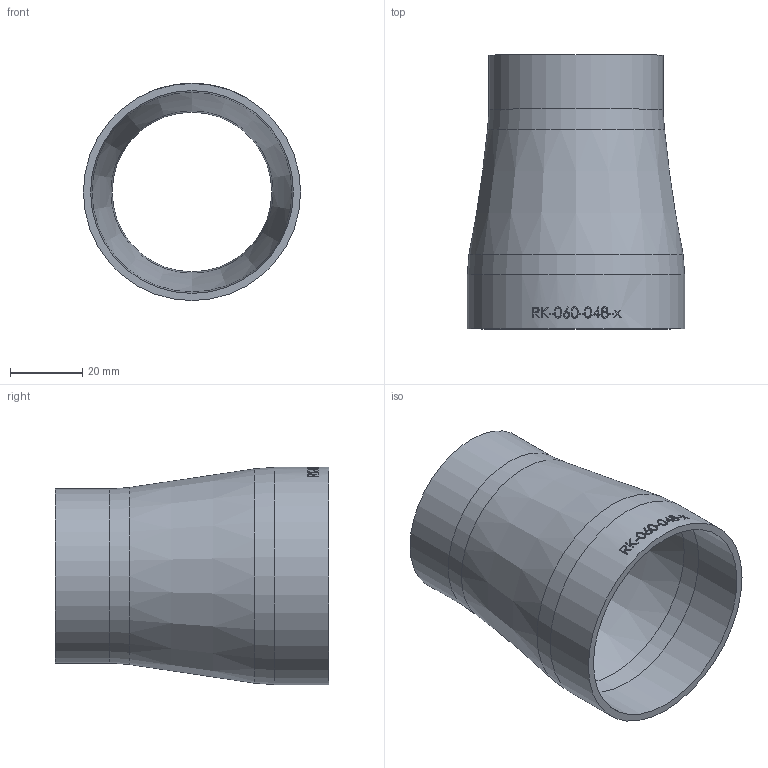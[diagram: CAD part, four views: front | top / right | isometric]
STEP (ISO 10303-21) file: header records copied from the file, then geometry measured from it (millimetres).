
FILE_DESCRIPTION (( 'STEP AP214' ), '1' );
FILE_NAME ('RK-060-048-x Reduzierung 60,3x48,3x2 BL76 1909.STEP', '2019-09-06T10:24:15', ( '' ), ( '' ), 'SwSTEP 2.0', 'SolidWorks 2016', '' );
FILE_SCHEMA (( 'AUTOMOTIVE_DESIGN' ));
Length unit declared in the file: millimetre
Products named in the file (1): RK-060-048-x Reduzierung 60,3x48,3x2 BL76 1909
Bounding box: 60.3 x 76 x 60.3 mm (x, y, z)
Volume: 25106.2 mm3; surface area: 25779.2 mm2
Topology: 1 solids, 1 shells, 152 faces, 382 edges, 252 vertices
Faces by surface type: plane 64, bspline 58, cylinder 24, torus 4, cone 2
Full cylindrical faces by diameter (mm): 44.3 x1, 48.3 x1, 56.3 x1, 60.3 x1
Entity records: 8814 total; most frequent: CARTESIAN_POINT 4133, ORIENTED_EDGE 744, DIRECTION 468, EDGE_CURVE 372, VERTEX_POINT 252, EDGE_LOOP 184, FACE_OUTER_BOUND 160, AXIS2_PLACEMENT_3D 157
